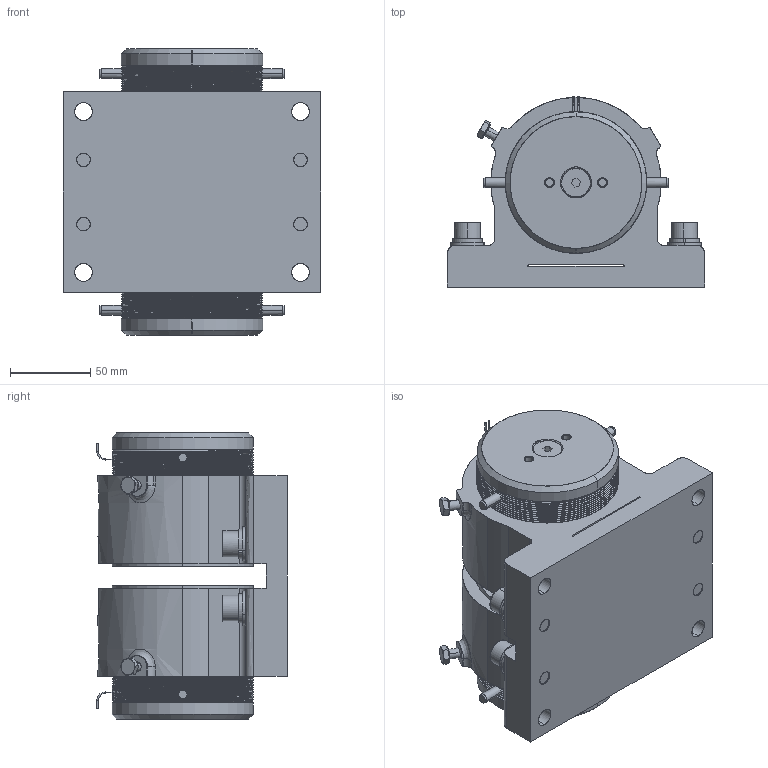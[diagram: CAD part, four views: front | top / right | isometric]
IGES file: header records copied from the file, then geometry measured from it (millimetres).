
Start section: SolidWorks IGES file using analytic representation for surfaces
Global section: file name: PGDB-50(Web用).IGS; native system: SolidWorks 2024; preprocessor: SolidWorks 2024; author: 大田貴之,,11; organization: 0; date: 251216.171829; units: millimetre
Bounding box: 160 x 118.5 x 178 mm (x, y, z)
Surface area: 201073.5 mm2 (no closed solid volume)
Topology: 0 solids, 0 shells, 670 faces, 10529 edges, 10521 vertices
Faces by surface type: bspline 344, revolution 326
